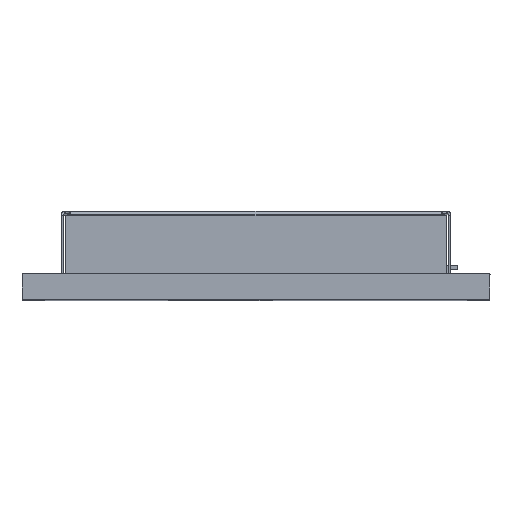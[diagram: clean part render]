
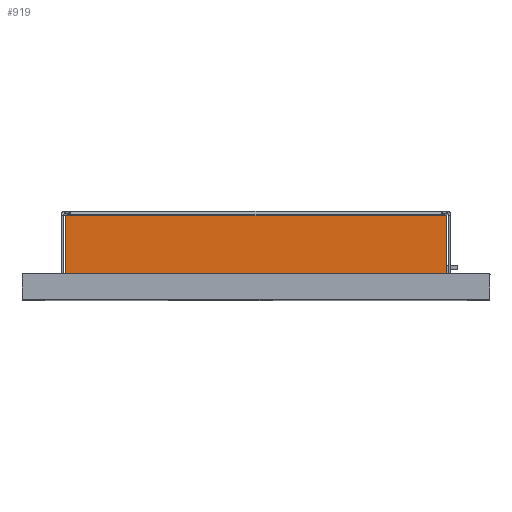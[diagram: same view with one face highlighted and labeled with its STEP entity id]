
A CAD part, top view. The second image highlights one B-rep face of the part: STEP entity #919.
In plain terms, the highlighted planar face has unit normal (0, 0, 1).
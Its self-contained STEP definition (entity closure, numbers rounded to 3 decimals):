
#919 = ADVANCED_FACE ( 'NONE', ( #16023 ), #11848, .T. ) ;
#1169 = EDGE_CURVE ( 'NONE', #14695, #18123, #21695, .T. ) ;
#1470 = CARTESIAN_POINT ( 'NONE',  ( -7.329, 3.228, 15.05 ) ) ;
#1671 = DIRECTION ( 'NONE',  ( 0., -1., 0. ) ) ;
#1808 = VERTEX_POINT ( 'NONE', #17163 ) ;
#2497 = ORIENTED_EDGE ( 'NONE', *, *, #7150, .F. ) ;
#2779 = VERTEX_POINT ( 'NONE', #1470 ) ;
#3029 = DIRECTION ( 'NONE',  ( -1., 0., 0. ) ) ;
#3145 = DIRECTION ( 'NONE',  ( 0., 1., 0. ) ) ;
#3322 = DIRECTION ( 'NONE',  ( 0., 1., 0. ) ) ;
#3456 = CIRCLE ( 'NONE', #13387, 0.2 ) ;
#3590 = DIRECTION ( 'NONE',  ( 0., 0., -1. ) ) ;
#4177 = VERTEX_POINT ( 'NONE', #9393 ) ;
#4588 = ORIENTED_EDGE ( 'NONE', *, *, #1169, .T. ) ;
#5079 = LINE ( 'NONE', #16875, #24734 ) ;
#6146 = CARTESIAN_POINT ( 'NONE',  ( 7.329, 3.428, 15.05 ) ) ;
#6202 = ORIENTED_EDGE ( 'NONE', *, *, #11450, .T. ) ;
#7150 = EDGE_CURVE ( 'NONE', #14695, #1808, #5079, .T. ) ;
#9393 = CARTESIAN_POINT ( 'NONE',  ( 7.238, 3.25, 15.05 ) ) ;
#10645 = VECTOR ( 'NONE', #3145, 1000. ) ;
#10851 = EDGE_CURVE ( 'NONE', #2779, #1808, #19252, .T. ) ;
#11231 = CARTESIAN_POINT ( 'NONE',  ( -7.329, -0.25, 15.05 ) ) ;
#11450 = EDGE_CURVE ( 'NONE', #18123, #4177, #15181, .T. ) ;
#11848 = PLANE ( 'NONE',  #18734 ) ;
#12216 = CARTESIAN_POINT ( 'NONE',  ( -7.238, 3.25, 15.05 ) ) ;
#12898 = CARTESIAN_POINT ( 'NONE',  ( 7.329, 3.228, 15.05 ) ) ;
#12911 = EDGE_CURVE ( 'NONE', #24690, #2779, #3456, .T. ) ;
#13337 = CARTESIAN_POINT ( 'NONE',  ( -7.329, 3.428, 15.05 ) ) ;
#13387 = AXIS2_PLACEMENT_3D ( 'NONE', #13337, #19589, #3322 ) ;
#13529 = ORIENTED_EDGE ( 'NONE', *, *, #10851, .T. ) ;
#14283 = LINE ( 'NONE', #15916, #21373 ) ;
#14615 = ORIENTED_EDGE ( 'NONE', *, *, #12911, .T. ) ;
#14654 = CARTESIAN_POINT ( 'NONE',  ( 7.329, 1., 15.05 ) ) ;
#14695 = VERTEX_POINT ( 'NONE', #14654 ) ;
#15181 = CIRCLE ( 'NONE', #17791, 0.2 ) ;
#15916 = CARTESIAN_POINT ( 'NONE',  ( -7.35, 3.25, 15.05 ) ) ;
#16023 = FACE_OUTER_BOUND ( 'NONE', #23892, .T. ) ;
#16875 = CARTESIAN_POINT ( 'NONE',  ( 0., 1., 15.05 ) ) ;
#17163 = CARTESIAN_POINT ( 'NONE',  ( -7.329, 1., 15.05 ) ) ;
#17791 = AXIS2_PLACEMENT_3D ( 'NONE', #6146, #3590, #24288 ) ;
#18090 = DIRECTION ( 'NONE',  ( 0., 0., 1. ) ) ;
#18123 = VERTEX_POINT ( 'NONE', #12898 ) ;
#18236 = DIRECTION ( 'NONE',  ( 1., 0., 0. ) ) ;
#18734 = AXIS2_PLACEMENT_3D ( 'NONE', #24290, #18090, #1671 ) ;
#19157 = CARTESIAN_POINT ( 'NONE',  ( 7.329, -0.25, 15.05 ) ) ;
#19252 = LINE ( 'NONE', #11231, #19504 ) ;
#19504 = VECTOR ( 'NONE', #21400, 1000. ) ;
#19589 = DIRECTION ( 'NONE',  ( 0., 0., -1. ) ) ;
#21373 = VECTOR ( 'NONE', #18236, 1000. ) ;
#21400 = DIRECTION ( 'NONE',  ( 0., -1., 0. ) ) ;
#21695 = LINE ( 'NONE', #19157, #10645 ) ;
#22140 = EDGE_CURVE ( 'NONE', #24690, #4177, #14283, .T. ) ;
#23892 = EDGE_LOOP ( 'NONE', ( #2497, #4588, #6202, #24268, #14615, #13529 ) ) ;
#24268 = ORIENTED_EDGE ( 'NONE', *, *, #22140, .F. ) ;
#24288 = DIRECTION ( 'NONE',  ( 0., -1., 0. ) ) ;
#24290 = CARTESIAN_POINT ( 'NONE',  ( 0., -0.25, 15.05 ) ) ;
#24690 = VERTEX_POINT ( 'NONE', #12216 ) ;
#24734 = VECTOR ( 'NONE', #3029, 1000. ) ;
